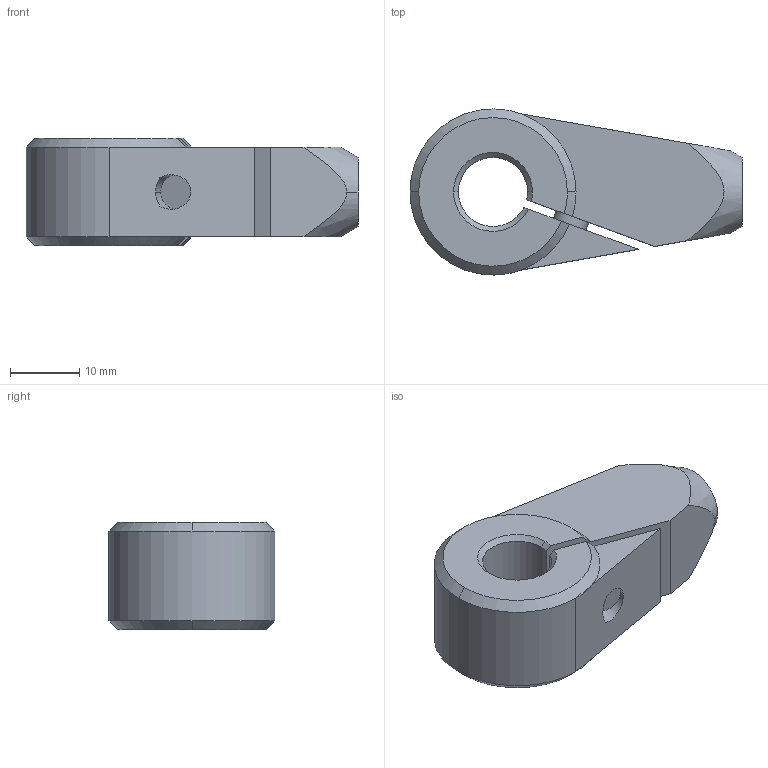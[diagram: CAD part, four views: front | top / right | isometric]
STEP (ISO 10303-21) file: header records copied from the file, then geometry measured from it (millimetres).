
FILE_DESCRIPTION( ( '' ), '1' );
FILE_NAME( 'K0376.0810.stp', '2012-11-01T14:54:47', ( '' ), ( '' ), ' ', ' ', ' ' );
FILE_SCHEMA( ( 'CONFIG_CONTROL_DESIGN' ) );
Length unit declared in the file: millimetre
Products named in the file (1): 1
Bounding box: 48 x 24 x 15.5 mm (x, y, z)
Volume: 9681.6 mm3; surface area: 4919 mm2
Topology: 1 solids, 1 shells, 63 faces, 151 edges, 94 vertices
Faces by surface type: plane 27, cone 20, cylinder 16
Entity records: 1851 total; most frequent: CARTESIAN_POINT 339, DIRECTION 323, ORIENTED_EDGE 298, EDGE_CURVE 149, AXIS2_PLACEMENT_3D 126, VERTEX_POINT 94, EDGE_LOOP 71, LINE 71
